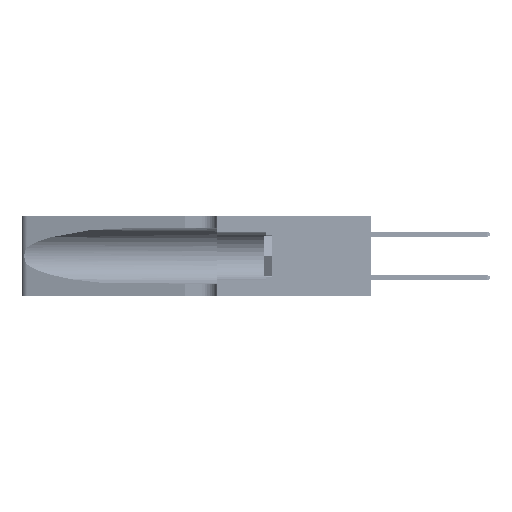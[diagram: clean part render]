
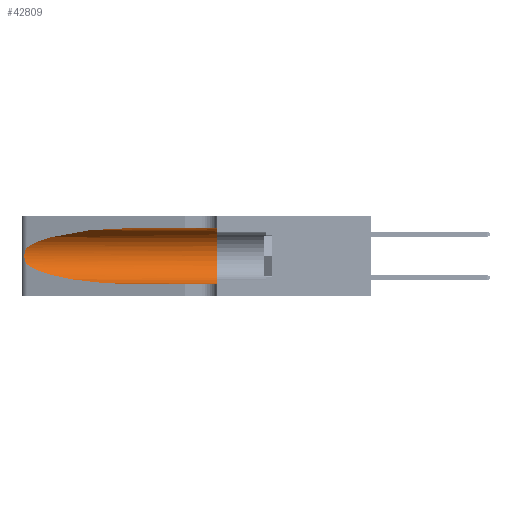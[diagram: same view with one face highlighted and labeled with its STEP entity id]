
A CAD part, left-side view. The second image highlights one B-rep face of the part: STEP entity #42809.
In plain terms, the highlighted cylindrical face has radius 3.308 mm (diameter 6.617 mm), a partial arc.
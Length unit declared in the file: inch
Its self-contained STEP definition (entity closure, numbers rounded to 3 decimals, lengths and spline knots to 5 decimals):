
#263 = CARTESIAN_POINT ( 'NONE',  ( 0.2373, 1.15595, 0.08982 ) ) ;
#1175 = CARTESIAN_POINT ( 'NONE',  ( 0.25854, 1.2359, 0.20912 ) ) ;
#2278 = ORIENTED_EDGE ( 'NONE', *, *, #29989, .T. ) ;
#5272 = CARTESIAN_POINT ( 'NONE',  ( 0.25856, 1.23593, 0.16098 ) ) ;
#5606 = AXIS2_PLACEMENT_3D ( 'NONE', #20323, #48279, #36304 ) ;
#8434 = EDGE_CURVE ( 'NONE', #40899, #11087, #40619, .T. ) ;
#9364 = CARTESIAN_POINT ( 'NONE',  ( 0.25787, 1.23484, 0.2124 ) ) ;
#11087 = VERTEX_POINT ( 'NONE', #21770 ) ;
#11145 = CYLINDRICAL_SURFACE ( 'NONE', #5606, 0.13025 ) ;
#11378 = EDGE_CURVE ( 'NONE', #44808, #16035, #37062, .T. ) ;
#11576 =( BOUNDED_CURVE ( )  B_SPLINE_CURVE ( 3, ( #48591, #263, #28553, #32581 ),
 .UNSPECIFIED., .F., .F. ) 
 B_SPLINE_CURVE_WITH_KNOTS ( ( 4, 4 ),
 ( 3.44316, 4.71239 ),
 .UNSPECIFIED. ) 
 CURVE ( )  GEOMETRIC_REPRESENTATION_ITEM ( )  RATIONAL_B_SPLINE_CURVE ( ( 1., 0.87, 0.87, 1. ) ) 
 REPRESENTATION_ITEM ( '' )  );
#12260 = DIRECTION ( 'NONE',  ( 0., -1., 0. ) ) ;
#12736 = DIRECTION ( 'NONE',  ( 0., 1., 0. ) ) ;
#13431 = CARTESIAN_POINT ( 'NONE',  ( 0.26075, 1.23896, 0.19203 ) ) ;
#13510 = CARTESIAN_POINT ( 'NONE',  ( 0.1305, 0.35, 0.31525 ) ) ;
#13639 = VERTEX_POINT ( 'NONE', #34260 ) ;
#14488 = ORIENTED_EDGE ( 'NONE', *, *, #33741, .T. ) ;
#16035 = VERTEX_POINT ( 'NONE', #23966 ) ;
#17223 = EDGE_LOOP ( 'NONE', ( #43265, #51385, #14488, #2278, #27993, #26265 ) ) ;
#20323 = CARTESIAN_POINT ( 'NONE',  ( 0.1305, 1.61858, 0.185 ) ) ;
#21536 = CARTESIAN_POINT ( 'NONE',  ( 0.25789, 1.23486, 0.15765 ) ) ;
#21690 = CARTESIAN_POINT ( 'NONE',  ( 0.1305, 0.72297, 0.31525 ) ) ;
#21770 = CARTESIAN_POINT ( 'NONE',  ( 0.25487, 1.22718, 0.22369 ) ) ;
#22825 = EDGE_CURVE ( 'NONE', #40899, #44808, #26332, .T. ) ;
#23504 = CARTESIAN_POINT ( 'NONE',  ( 0.1305, 1.61858, 0.31525 ) ) ;
#23698 = CARTESIAN_POINT ( 'NONE',  ( 0.1305, 0.72297, 0.05475 ) ) ;
#23700 = LINE ( 'NONE', #47799, #26889 ) ;
#23966 = CARTESIAN_POINT ( 'NONE',  ( 0.1305, 0.35, 0.05475 ) ) ;
#25727 = CARTESIAN_POINT ( 'NONE',  ( 0.18966, 0.96281, 0.31525 ) ) ;
#25781 = B_SPLINE_CURVE_WITH_KNOTS ( 'NONE', 3,
 ( #29809, #37705, #41591, #9364, #1175, #45636, #13431, #45454, #46151, #5272, #21536, #45972, #41770, #45801 ),
 .UNSPECIFIED., .F., .F.,
 ( 4, 2, 2, 2, 2, 2, 4 ),
 ( 0., 0.00027, 0.00053, 0.00107, 0.0016, 0.00187, 0.00214 ),
 .UNSPECIFIED. ) ;
#26265 = ORIENTED_EDGE ( 'NONE', *, *, #22825, .F. ) ;
#26332 = LINE ( 'NONE', #23504, #32574 ) ;
#26889 = VECTOR ( 'NONE', #12260, 39.37008 ) ;
#27993 = ORIENTED_EDGE ( 'NONE', *, *, #11378, .F. ) ;
#28553 = CARTESIAN_POINT ( 'NONE',  ( 0.18966, 0.96281, 0.05475 ) ) ;
#29791 = CARTESIAN_POINT ( 'NONE',  ( 0.2373, 1.15595, 0.28018 ) ) ;
#29809 = CARTESIAN_POINT ( 'NONE',  ( 0.25487, 1.22718, 0.22369 ) ) ;
#29989 = EDGE_CURVE ( 'NONE', #32757, #16035, #23700, .T. ) ;
#31586 = CARTESIAN_POINT ( 'NONE',  ( 0.1305, 0.72297, 0.31525 ) ) ;
#32574 = VECTOR ( 'NONE', #39191, 39.37008 ) ;
#32581 = CARTESIAN_POINT ( 'NONE',  ( 0.1305, 0.72297, 0.05475 ) ) ;
#32757 = VERTEX_POINT ( 'NONE', #23698 ) ;
#33741 = EDGE_CURVE ( 'NONE', #13639, #32757, #11576, .T. ) ;
#34260 = CARTESIAN_POINT ( 'NONE',  ( 0.25487, 1.22718, 0.14631 ) ) ;
#35581 = AXIS2_PLACEMENT_3D ( 'NONE', #40713, #12736, #44745 ) ;
#36304 = DIRECTION ( 'NONE',  ( 0., 0., -1. ) ) ;
#36934 = FACE_OUTER_BOUND ( 'NONE', #17223, .T. ) ;
#37062 = CIRCLE ( 'NONE', #35581, 0.13025 ) ;
#37705 = CARTESIAN_POINT ( 'NONE',  ( 0.25555, 1.22994, 0.2215 ) ) ;
#37868 = CARTESIAN_POINT ( 'NONE',  ( 0.25487, 1.22718, 0.22369 ) ) ;
#39191 = DIRECTION ( 'NONE',  ( 0., -1., 0. ) ) ;
#40619 =( BOUNDED_CURVE ( )  B_SPLINE_CURVE ( 3, ( #21690, #25727, #29791, #37868 ),
 .UNSPECIFIED., .F., .T. ) 
 B_SPLINE_CURVE_WITH_KNOTS ( ( 4, 4 ),
 ( 1.5708, 2.84003 ),
 .UNSPECIFIED. ) 
 CURVE ( )  GEOMETRIC_REPRESENTATION_ITEM ( )  RATIONAL_B_SPLINE_CURVE ( ( 1., 0.87, 0.87, 1. ) ) 
 REPRESENTATION_ITEM ( '' )  );
#40713 = CARTESIAN_POINT ( 'NONE',  ( 0.1305, 0.35, 0.185 ) ) ;
#40899 = VERTEX_POINT ( 'NONE', #31586 ) ;
#41084 = EDGE_CURVE ( 'NONE', #11087, #13639, #25781, .T. ) ;
#41591 = CARTESIAN_POINT ( 'NONE',  ( 0.25639, 1.23184, 0.21858 ) ) ;
#41770 = CARTESIAN_POINT ( 'NONE',  ( 0.25555, 1.22993, 0.14849 ) ) ;
#42809 = ADVANCED_FACE ( 'NONE', ( #36934 ), #11145, .F. ) ;
#43265 = ORIENTED_EDGE ( 'NONE', *, *, #8434, .T. ) ;
#44745 = DIRECTION ( 'NONE',  ( 0., 0., 1. ) ) ;
#44808 = VERTEX_POINT ( 'NONE', #13510 ) ;
#45454 = CARTESIAN_POINT ( 'NONE',  ( 0.26075, 1.23896, 0.178 ) ) ;
#45636 = CARTESIAN_POINT ( 'NONE',  ( 0.26018, 1.23835, 0.19895 ) ) ;
#45801 = CARTESIAN_POINT ( 'NONE',  ( 0.25487, 1.22718, 0.14631 ) ) ;
#45972 = CARTESIAN_POINT ( 'NONE',  ( 0.25639, 1.23186, 0.15144 ) ) ;
#46151 = CARTESIAN_POINT ( 'NONE',  ( 0.26017, 1.23833, 0.17102 ) ) ;
#47799 = CARTESIAN_POINT ( 'NONE',  ( 0.1305, 1.61858, 0.05475 ) ) ;
#48279 = DIRECTION ( 'NONE',  ( 0., -1., 0. ) ) ;
#48591 = CARTESIAN_POINT ( 'NONE',  ( 0.25487, 1.22718, 0.14631 ) ) ;
#51385 = ORIENTED_EDGE ( 'NONE', *, *, #41084, .T. ) ;
